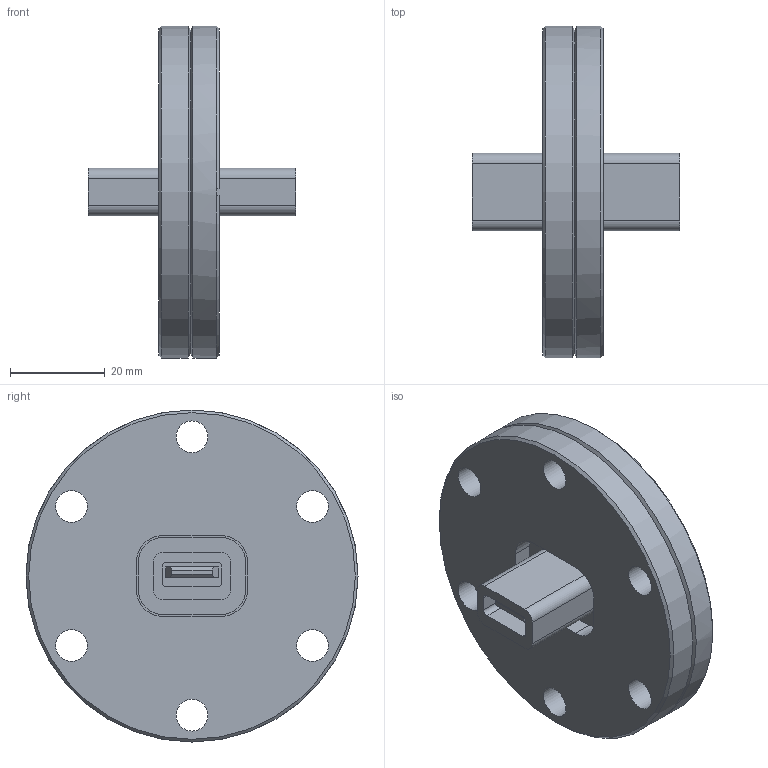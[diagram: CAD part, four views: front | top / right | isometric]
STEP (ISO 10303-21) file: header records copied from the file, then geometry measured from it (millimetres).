
FILE_DESCRIPTION(/* description */ (''),/* implementation_level */ '2;1');
FILE_NAME(/* name */ 'C70UFF1.step',/* time_stamp */ '2019-10-17T18:01:31+09:00',/* author */ (''),/* organization */ (''),/* preprocessor_version */ 'ST-DEVELOPER v18',/* originating_system */ 'Autodesk Translation Framework v8.6.0.1094',/* authorisation */ '');
FILE_SCHEMA (('AUTOMOTIVE_DESIGN { 1 0 10303 214 3 1 1 }'));
Length unit declared in the file: millimetre
Products named in the file (3): C70UFF1; C70UFF1_1; C70UFF1 (1)
Assembly tree (2 placements, depth 2):
  C70UFF1
    C70UFF1_1
    C70UFF1 (1)
Bounding box: 43.8 x 70 x 70 mm (x, y, z)
Volume: 46088.5 mm3; surface area: 16458.9 mm2
Topology: 2 solids, 2 shells, 127 faces, 355 edges, 242 vertices
Faces by surface type: plane 70, cylinder 46, cone 6, torus 5
Full cylindrical faces by diameter (mm): 6.7 x6, 41.9 x1, 48.3 x1, 70 x2
Entity records: 4267 total; most frequent: DIRECTION 756, CARTESIAN_POINT 729, ORIENTED_EDGE 710, EDGE_CURVE 355, AXIS2_PLACEMENT_3D 269, VERTEX_POINT 242, LINE 218, VECTOR 218
